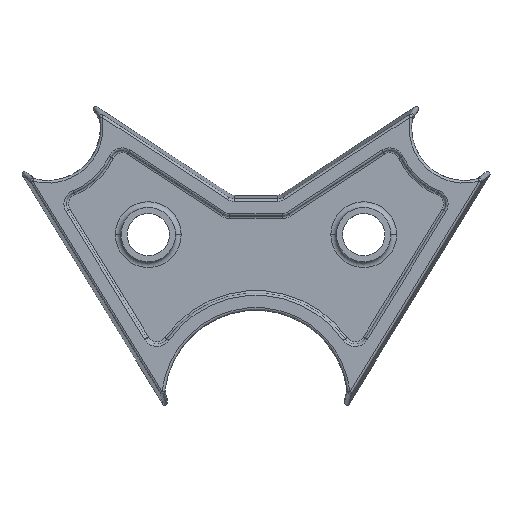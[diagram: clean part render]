
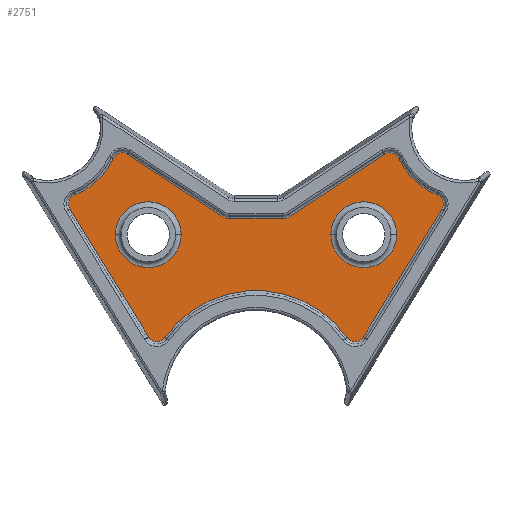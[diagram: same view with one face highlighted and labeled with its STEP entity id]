
A CAD part, top view. The second image highlights one B-rep face of the part: STEP entity #2751.
In plain terms, the highlighted planar face has unit normal (0, 0, 1).
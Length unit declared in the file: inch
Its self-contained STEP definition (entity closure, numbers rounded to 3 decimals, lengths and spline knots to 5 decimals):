
#724=CARTESIAN_POINT('',(-27.49989,207.94113,39.45));
#725=DIRECTION('',(0.,0.,1.));
#726=DIRECTION('',(-0.548,-0.837,0.));
#727=AXIS2_PLACEMENT_3D('',#724,#725,#726);
#729=DIRECTION('',(1.,0.,0.));
#730=VECTOR('',#729,54.99978);
#731=CARTESIAN_POINT('',(-27.49989,192.74113,39.45));
#732=LINE('',#731,#730);
#733=CARTESIAN_POINT('',(27.49989,207.94113,39.45));
#734=DIRECTION('',(0.,0.,1.));
#735=DIRECTION('',(0.,-1.,0.));
#736=AXIS2_PLACEMENT_3D('',#733,#734,#735);
#738=DIRECTION('',(0.837,0.548,0.));
#739=VECTOR('',#738,118.25726);
#740=CARTESIAN_POINT('',(35.82285,195.22231,39.45));
#741=LINE('',#740,#739);
#742=CARTESIAN_POINT('',(140.36145,251.44064,39.45));
#743=DIRECTION('',(0.,0.,-1.));
#744=DIRECTION('',(-0.548,0.837,0.));
#745=AXIS2_PLACEMENT_3D('',#742,#743,#744);
#747=CARTESIAN_POINT('',(218.37478,287.60701,39.45));
#748=DIRECTION('',(0.,0.,1.));
#749=DIRECTION('',(-0.907,-0.421,0.));
#750=AXIS2_PLACEMENT_3D('',#747,#748,#749);
#752=CARTESIAN_POINT('',(186.27475,207.83437,39.45));
#753=DIRECTION('',(0.,0.,-1.));
#754=DIRECTION('',(0.373,0.928,0.));
#755=AXIS2_PLACEMENT_3D('',#752,#753,#754);
#757=DIRECTION('',(-0.523,-0.852,0.));
#758=VECTOR('',#757,157.50755);
#759=CARTESIAN_POINT('',(194.96609,202.49578,39.45));
#760=LINE('',#759,#758);
#761=CARTESIAN_POINT('',(103.83669,73.62336,39.45));
#762=DIRECTION('',(0.,0.,-1.));
#763=DIRECTION('',(0.852,-0.523,0.));
#764=AXIS2_PLACEMENT_3D('',#761,#762,#763);
#766=CARTESIAN_POINT('',(0.,0.,39.45));
#767=DIRECTION('',(0.,0.,1.));
#768=DIRECTION('',(0.816,0.578,0.));
#769=AXIS2_PLACEMENT_3D('',#766,#767,#768);
#771=CARTESIAN_POINT('',(-103.83669,73.62336,39.45));
#772=DIRECTION('',(0.,0.,-1.));
#773=DIRECTION('',(0.816,-0.578,0.));
#774=AXIS2_PLACEMENT_3D('',#771,#772,#773);
#776=DIRECTION('',(-0.523,0.852,0.));
#777=VECTOR('',#776,157.50755);
#778=CARTESIAN_POINT('',(-112.52803,68.28477,39.45));
#779=LINE('',#778,#777);
#780=CARTESIAN_POINT('',(-186.27475,207.83437,39.45));
#781=DIRECTION('',(0.,0.,-1.));
#782=DIRECTION('',(-0.852,-0.523,0.));
#783=AXIS2_PLACEMENT_3D('',#780,#781,#782);
#785=CARTESIAN_POINT('',(-218.37478,287.60701,39.45));
#786=DIRECTION('',(0.,0.,1.));
#787=DIRECTION('',(0.373,-0.928,0.));
#788=AXIS2_PLACEMENT_3D('',#785,#786,#787);
#790=CARTESIAN_POINT('',(-140.36145,251.44064,39.45));
#791=DIRECTION('',(0.,0.,-1.));
#792=DIRECTION('',(-0.907,0.421,0.));
#793=AXIS2_PLACEMENT_3D('',#790,#791,#792);
#795=DIRECTION('',(0.837,-0.548,0.));
#796=VECTOR('',#795,118.25726);
#797=CARTESIAN_POINT('',(-134.7763,259.97564,39.45));
#798=LINE('',#797,#796);
#799=CARTESIAN_POINT('',(-113.,175.75,39.45));
#800=DIRECTION('',(0.,0.,1.));
#801=DIRECTION('',(-1.,0.,0.));
#802=AXIS2_PLACEMENT_3D('',#799,#800,#801);
#804=CARTESIAN_POINT('',(-113.,175.75,39.45));
#805=DIRECTION('',(0.,0.,1.));
#806=DIRECTION('',(1.,0.,0.));
#807=AXIS2_PLACEMENT_3D('',#804,#805,#806);
#809=CARTESIAN_POINT('',(113.,175.75,39.45));
#810=DIRECTION('',(0.,0.,1.));
#811=DIRECTION('',(-1.,0.,0.));
#812=AXIS2_PLACEMENT_3D('',#809,#810,#811);
#814=CARTESIAN_POINT('',(113.,175.75,39.45));
#815=DIRECTION('',(0.,0.,1.));
#816=DIRECTION('',(1.,0.,0.));
#817=AXIS2_PLACEMENT_3D('',#814,#815,#816);
#1646=CARTESIAN_POINT('',(-35.82285,195.22231,39.45));
#1647=CARTESIAN_POINT('',(-27.49989,192.74113,39.45));
#1648=VERTEX_POINT('',#1646);
#1649=VERTEX_POINT('',#1647);
#1650=CARTESIAN_POINT('',(27.49989,192.74113,39.45));
#1651=VERTEX_POINT('',#1650);
#1652=CARTESIAN_POINT('',(35.82285,195.22231,39.45));
#1653=VERTEX_POINT('',#1652);
#1654=CARTESIAN_POINT('',(134.7763,259.97564,39.45));
#1655=VERTEX_POINT('',#1654);
#1656=CARTESIAN_POINT('',(149.61539,255.7307,39.45));
#1657=VERTEX_POINT('',#1656);
#1658=CARTESIAN_POINT('',(190.08245,217.297,39.45));
#1659=VERTEX_POINT('',#1658);
#1660=CARTESIAN_POINT('',(194.96609,202.49578,39.45));
#1661=VERTEX_POINT('',#1660);
#1662=CARTESIAN_POINT('',(112.52803,68.28477,39.45));
#1663=VERTEX_POINT('',#1662);
#1664=CARTESIAN_POINT('',(95.51597,67.72372,39.45));
#1665=VERTEX_POINT('',#1664);
#1666=CARTESIAN_POINT('',(-95.51597,67.72372,39.45));
#1667=VERTEX_POINT('',#1666);
#1668=CARTESIAN_POINT('',(-112.52803,68.28477,39.45));
#1669=VERTEX_POINT('',#1668);
#1670=CARTESIAN_POINT('',(-194.96609,202.49578,39.45));
#1671=VERTEX_POINT('',#1670);
#1672=CARTESIAN_POINT('',(-190.08245,217.297,39.45));
#1673=VERTEX_POINT('',#1672);
#1674=CARTESIAN_POINT('',(-149.61539,255.7307,39.45));
#1675=VERTEX_POINT('',#1674);
#1676=CARTESIAN_POINT('',(-134.7763,259.97564,39.45));
#1677=VERTEX_POINT('',#1676);
#1778=CARTESIAN_POINT('',(-147.5,175.75,39.45));
#1779=CARTESIAN_POINT('',(-78.5,175.75,39.45));
#1780=VERTEX_POINT('',#1778);
#1781=VERTEX_POINT('',#1779);
#1786=CARTESIAN_POINT('',(78.5,175.75,39.45));
#1787=CARTESIAN_POINT('',(147.5,175.75,39.45));
#1788=VERTEX_POINT('',#1786);
#1789=VERTEX_POINT('',#1787);
#2716=CARTESIAN_POINT('',(0.,0.,39.45));
#2717=DIRECTION('',(0.,0.,1.));
#2718=DIRECTION('',(1.,0.,0.));
#2719=AXIS2_PLACEMENT_3D('',#2716,#2717,#2718);
#2720=PLANE('',#2719);
#2721=ORIENTED_EDGE('',*,*,#2515,.T.);
#2722=ORIENTED_EDGE('',*,*,#2529,.T.);
#2723=ORIENTED_EDGE('',*,*,#2543,.T.);
#2724=ORIENTED_EDGE('',*,*,#2557,.T.);
#2725=ORIENTED_EDGE('',*,*,#2571,.T.);
#2726=ORIENTED_EDGE('',*,*,#2585,.T.);
#2727=ORIENTED_EDGE('',*,*,#2599,.T.);
#2728=ORIENTED_EDGE('',*,*,#2613,.T.);
#2729=ORIENTED_EDGE('',*,*,#2627,.T.);
#2730=ORIENTED_EDGE('',*,*,#2641,.T.);
#2731=ORIENTED_EDGE('',*,*,#2655,.T.);
#2732=ORIENTED_EDGE('',*,*,#2669,.T.);
#2733=ORIENTED_EDGE('',*,*,#2683,.T.);
#2734=ORIENTED_EDGE('',*,*,#2697,.T.);
#2735=ORIENTED_EDGE('',*,*,#2710,.T.);
#2736=ORIENTED_EDGE('',*,*,#2500,.T.);
#2737=EDGE_LOOP('',(#2721,#2722,#2723,#2724,#2725,#2726,#2727,#2728,#2729,#2730,
#2731,#2732,#2733,#2734,#2735,#2736));
#2738=FACE_OUTER_BOUND('',#2737,.F.);
#2740=ORIENTED_EDGE('',*,*,#2739,.T.);
#2742=ORIENTED_EDGE('',*,*,#2741,.T.);
#2743=EDGE_LOOP('',(#2740,#2742));
#2744=FACE_BOUND('',#2743,.F.);
#2746=ORIENTED_EDGE('',*,*,#2745,.T.);
#2748=ORIENTED_EDGE('',*,*,#2747,.T.);
#2749=EDGE_LOOP('',(#2746,#2748));
#2750=FACE_BOUND('',#2749,.F.);
#728=CIRCLE('',#727,15.2);
#737=CIRCLE('',#736,15.2);
#746=CIRCLE('',#745,10.2);
#751=CIRCLE('',#750,75.78887);
#756=CIRCLE('',#755,10.2);
#765=CIRCLE('',#764,10.2);
#770=CIRCLE('',#769,117.08887);
#775=CIRCLE('',#774,10.2);
#784=CIRCLE('',#783,10.2);
#789=CIRCLE('',#788,75.78887);
#794=CIRCLE('',#793,10.2);
#803=CIRCLE('',#802,34.5);
#808=CIRCLE('',#807,34.5);
#813=CIRCLE('',#812,34.5);
#818=CIRCLE('',#817,34.5);
#2500=EDGE_CURVE('',#1677,#1648,#798,.T.);
#2515=EDGE_CURVE('',#1648,#1649,#728,.T.);
#2529=EDGE_CURVE('',#1649,#1651,#732,.T.);
#2543=EDGE_CURVE('',#1651,#1653,#737,.T.);
#2557=EDGE_CURVE('',#1653,#1655,#741,.T.);
#2571=EDGE_CURVE('',#1655,#1657,#746,.T.);
#2585=EDGE_CURVE('',#1657,#1659,#751,.T.);
#2599=EDGE_CURVE('',#1659,#1661,#756,.T.);
#2613=EDGE_CURVE('',#1661,#1663,#760,.T.);
#2627=EDGE_CURVE('',#1663,#1665,#765,.T.);
#2641=EDGE_CURVE('',#1665,#1667,#770,.T.);
#2655=EDGE_CURVE('',#1667,#1669,#775,.T.);
#2669=EDGE_CURVE('',#1669,#1671,#779,.T.);
#2683=EDGE_CURVE('',#1671,#1673,#784,.T.);
#2697=EDGE_CURVE('',#1673,#1675,#789,.T.);
#2710=EDGE_CURVE('',#1675,#1677,#794,.T.);
#2739=EDGE_CURVE('',#1780,#1781,#803,.T.);
#2741=EDGE_CURVE('',#1781,#1780,#808,.T.);
#2745=EDGE_CURVE('',#1788,#1789,#813,.T.);
#2747=EDGE_CURVE('',#1789,#1788,#818,.T.);
#2751=ADVANCED_FACE('',(#2738,#2744,#2750),#2720,.T.);
